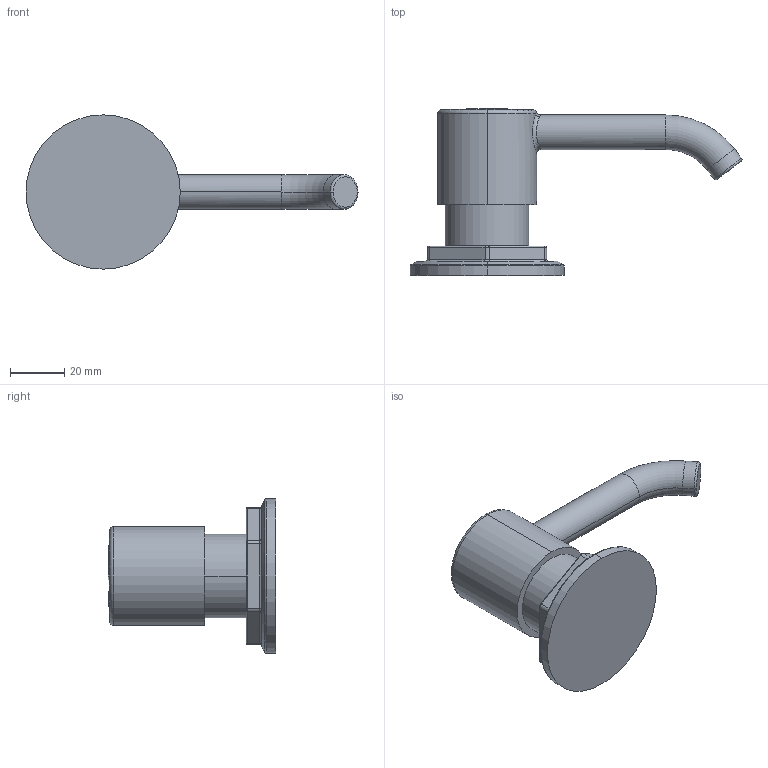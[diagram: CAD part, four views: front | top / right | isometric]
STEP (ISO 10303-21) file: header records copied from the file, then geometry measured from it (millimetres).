
FILE_DESCRIPTION((''),'2;1');
FILE_NAME('3220-5721','2021-04-27T11:36:45',('jinson.thomas'),(''),'CREO PARAMETRIC BY PTC INC, 2018400','CREO PARAMETRIC BY PTC INC, 2018400','');
FILE_SCHEMA(('CONFIG_CONTROL_DESIGN'));
Length unit declared in the file: inch
Products named in the file (1): 3220-5721
Bounding box: 121.95 x 61.37 x 56.64 mm (x, y, z)
Volume: 79400.4 mm3; surface area: 15526.6 mm2
Topology: 1 solids, 1 shells, 69 faces, 151 edges, 85 vertices
Faces by surface type: cylinder 28, torus 22, plane 11, bspline 4, cone 2, sphere 2
Entity records: 2167 total; most frequent: CARTESIAN_POINT 590, DIRECTION 364, ORIENTED_EDGE 298, AXIS2_PLACEMENT_3D 158, EDGE_CURVE 149, CIRCLE 93, VERTEX_POINT 85, EDGE_LOOP 72
